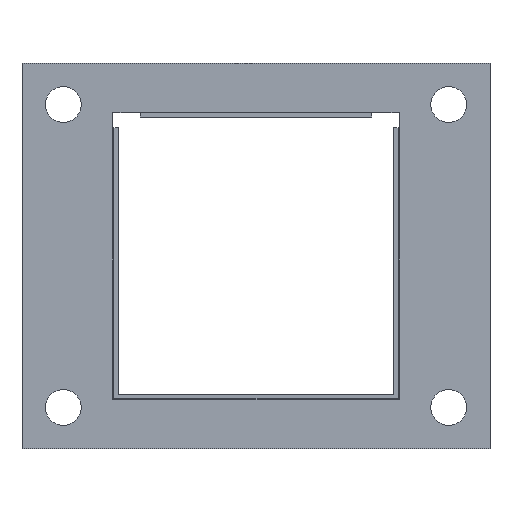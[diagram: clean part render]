
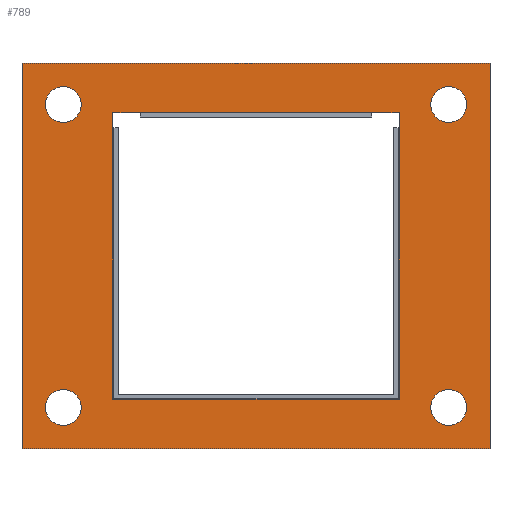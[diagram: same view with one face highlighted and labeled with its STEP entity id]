
A CAD part, top view. The second image highlights one B-rep face of the part: STEP entity #789.
In plain terms, the highlighted planar face has unit normal (0, 0, 1).
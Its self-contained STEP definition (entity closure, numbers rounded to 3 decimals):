
#1 = LINE ( 'NONE', #2092, #1001 ) ;
#7 = FACE_BOUND ( 'NONE', #611, .T. ) ;
#33 = CARTESIAN_POINT ( 'NONE',  ( -42.5, -35., 0.8 ) ) ;
#41 = DIRECTION ( 'NONE',  ( 1., 0., 0. ) ) ;
#106 = CARTESIAN_POINT ( 'NONE',  ( -21., 26.01, 0.8 ) ) ;
#107 = VERTEX_POINT ( 'NONE', #106 ) ;
#111 = CARTESIAN_POINT ( 'NONE',  ( 42.5, 35., 0.8 ) ) ;
#146 = LINE ( 'NONE', #2005, #1081 ) ;
#147 = LINE ( 'NONE', #1169, #1795 ) ;
#149 = ORIENTED_EDGE ( 'NONE', *, *, #2207, .F. ) ;
#178 = VECTOR ( 'NONE', #1402, 1000. ) ;
#179 = VERTEX_POINT ( 'NONE', #1042 ) ;
#202 = CARTESIAN_POINT ( 'NONE',  ( 35., 27.5, 0.8 ) ) ;
#220 = DIRECTION ( 'NONE',  ( 0., 1., 0. ) ) ;
#228 = DIRECTION ( 'NONE',  ( 0., 1., 0. ) ) ;
#241 = LINE ( 'NONE', #1173, #2382 ) ;
#339 = CARTESIAN_POINT ( 'NONE',  ( -35., -27.5, 0.8 ) ) ;
#345 = CARTESIAN_POINT ( 'NONE',  ( 35., -27.5, 0.8 ) ) ;
#346 = DIRECTION ( 'NONE',  ( 0., -1., 0. ) ) ;
#349 = EDGE_LOOP ( 'NONE', ( #2137, #1712, #1148, #652 ) ) ;
#355 = EDGE_LOOP ( 'NONE', ( #475 ) ) ;
#369 = ORIENTED_EDGE ( 'NONE', *, *, #2597, .F. ) ;
#383 = EDGE_CURVE ( 'NONE', #1761, #1836, #1517, .T. ) ;
#391 = ORIENTED_EDGE ( 'NONE', *, *, #554, .F. ) ;
#396 = DIRECTION ( 'NONE',  ( 0., -1., 0. ) ) ;
#397 = LINE ( 'NONE', #2533, #1036 ) ;
#398 = DIRECTION ( 'NONE',  ( -1., 0., 0. ) ) ;
#401 = EDGE_CURVE ( 'NONE', #1180, #1469, #2583, .T. ) ;
#415 = DIRECTION ( 'NONE',  ( -1., 0., 0. ) ) ;
#427 = CARTESIAN_POINT ( 'NONE',  ( 42.5, 35., 0.8 ) ) ;
#475 = ORIENTED_EDGE ( 'NONE', *, *, #1070, .F. ) ;
#478 = EDGE_CURVE ( 'NONE', #1176, #791, #241, .T. ) ;
#494 = VECTOR ( 'NONE', #788, 1000. ) ;
#500 = FACE_BOUND ( 'NONE', #355, .T. ) ;
#548 = DIRECTION ( 'NONE',  ( 0., -1., 0. ) ) ;
#554 = EDGE_CURVE ( 'NONE', #1322, #1322, #1685, .T. ) ;
#556 = DIRECTION ( 'NONE',  ( -1., 0., 0. ) ) ;
#595 = VERTEX_POINT ( 'NONE', #832 ) ;
#611 = EDGE_LOOP ( 'NONE', ( #2066 ) ) ;
#652 = ORIENTED_EDGE ( 'NONE', *, *, #2138, .T. ) ;
#673 = VERTEX_POINT ( 'NONE', #1479 ) ;
#681 = CARTESIAN_POINT ( 'NONE',  ( -42.5, -35., 0.8 ) ) ;
#684 = EDGE_CURVE ( 'NONE', #1634, #2394, #1924, .T. ) ;
#732 = CARTESIAN_POINT ( 'NONE',  ( -42.5, -35., 0.8 ) ) ;
#739 = ORIENTED_EDGE ( 'NONE', *, *, #1596, .F. ) ;
#740 = DIRECTION ( 'NONE',  ( 0., 0., 1. ) ) ;
#763 = EDGE_LOOP ( 'NONE', ( #391 ) ) ;
#788 = DIRECTION ( 'NONE',  ( -1., 0., 0. ) ) ;
#789 = ADVANCED_FACE ( 'NONE', ( #1649, #7, #1073, #500, #2215, #2715 ), #2036, .T. ) ;
#791 = VERTEX_POINT ( 'NONE', #1602 ) ;
#796 = DIRECTION ( 'NONE',  ( 1., 0., 0. ) ) ;
#817 = ORIENTED_EDGE ( 'NONE', *, *, #2018, .F. ) ;
#828 = CARTESIAN_POINT ( 'NONE',  ( 38.25, -27.5, 0.8 ) ) ;
#832 = CARTESIAN_POINT ( 'NONE',  ( -25.8, -26., 0.8 ) ) ;
#855 = CARTESIAN_POINT ( 'NONE',  ( 21., 26., 0.8 ) ) ;
#880 = DIRECTION ( 'NONE',  ( 1., 0., 0. ) ) ;
#932 = DIRECTION ( 'NONE',  ( 1., 0., 0. ) ) ;
#984 = CARTESIAN_POINT ( 'NONE',  ( 26., 26., 0.8 ) ) ;
#986 = LINE ( 'NONE', #2169, #2623 ) ;
#990 = ORIENTED_EDGE ( 'NONE', *, *, #1543, .F. ) ;
#1001 = VECTOR ( 'NONE', #796, 1000. ) ;
#1023 = EDGE_CURVE ( 'NONE', #1528, #1761, #397, .T. ) ;
#1036 = VECTOR ( 'NONE', #2112, 1000. ) ;
#1042 = CARTESIAN_POINT ( 'NONE',  ( 31.75, 27.5, 0.8 ) ) ;
#1044 = CARTESIAN_POINT ( 'NONE',  ( -21., 26.01, 0.8 ) ) ;
#1069 = LINE ( 'NONE', #2291, #494 ) ;
#1070 = EDGE_CURVE ( 'NONE', #179, #179, #1408, .T. ) ;
#1073 = FACE_OUTER_BOUND ( 'NONE', #349, .T. ) ;
#1074 = AXIS2_PLACEMENT_3D ( 'NONE', #1109, #2608, #1333 ) ;
#1075 = CARTESIAN_POINT ( 'NONE',  ( 21., 26., 0.8 ) ) ;
#1081 = VECTOR ( 'NONE', #932, 1000. ) ;
#1107 = ORIENTED_EDGE ( 'NONE', *, *, #1617, .F. ) ;
#1109 = CARTESIAN_POINT ( 'NONE',  ( -35., 27.5, 0.8 ) ) ;
#1136 = VECTOR ( 'NONE', #228, 1000. ) ;
#1148 = ORIENTED_EDGE ( 'NONE', *, *, #401, .T. ) ;
#1164 = DIRECTION ( 'NONE',  ( 1., 0., 0. ) ) ;
#1169 = CARTESIAN_POINT ( 'NONE',  ( 26., 26., 0.8 ) ) ;
#1173 = CARTESIAN_POINT ( 'NONE',  ( -26., 26., 0.8 ) ) ;
#1176 = VERTEX_POINT ( 'NONE', #2369 ) ;
#1180 = VERTEX_POINT ( 'NONE', #2578 ) ;
#1258 = CARTESIAN_POINT ( 'NONE',  ( -31.75, 27.5, 0.8 ) ) ;
#1301 = ORIENTED_EDGE ( 'NONE', *, *, #1023, .F. ) ;
#1320 = LINE ( 'NONE', #2481, #178 ) ;
#1322 = VERTEX_POINT ( 'NONE', #828 ) ;
#1333 = DIRECTION ( 'NONE',  ( 1., 0., 0. ) ) ;
#1353 = CIRCLE ( 'NONE', #1074, 3.25 ) ;
#1402 = DIRECTION ( 'NONE',  ( -1., 0., 0. ) ) ;
#1408 = CIRCLE ( 'NONE', #2383, 3.25 ) ;
#1447 = CARTESIAN_POINT ( 'NONE',  ( -42.5, 35., 0.8 ) ) ;
#1448 = VECTOR ( 'NONE', #220, 1000. ) ;
#1469 = VERTEX_POINT ( 'NONE', #111 ) ;
#1471 = ORIENTED_EDGE ( 'NONE', *, *, #1854, .F. ) ;
#1479 = CARTESIAN_POINT ( 'NONE',  ( -38.25, -27.5, 0.8 ) ) ;
#1485 = EDGE_LOOP ( 'NONE', ( #2772 ) ) ;
#1517 = LINE ( 'NONE', #1075, #1136 ) ;
#1528 = VERTEX_POINT ( 'NONE', #984 ) ;
#1543 = EDGE_CURVE ( 'NONE', #791, #2178, #1778, .T. ) ;
#1567 = VERTEX_POINT ( 'NONE', #1863 ) ;
#1596 = EDGE_CURVE ( 'NONE', #1836, #107, #1069, .T. ) ;
#1602 = CARTESIAN_POINT ( 'NONE',  ( -26., 26., 0.8 ) ) ;
#1617 = EDGE_CURVE ( 'NONE', #2178, #595, #1, .T. ) ;
#1634 = VERTEX_POINT ( 'NONE', #1447 ) ;
#1649 = FACE_BOUND ( 'NONE', #763, .T. ) ;
#1685 = CIRCLE ( 'NONE', #2631, 3.25 ) ;
#1707 = DIRECTION ( 'NONE',  ( 0., 0., 1. ) ) ;
#1712 = ORIENTED_EDGE ( 'NONE', *, *, #2415, .T. ) ;
#1726 = VECTOR ( 'NONE', #41, 1000. ) ;
#1759 = LINE ( 'NONE', #1044, #2756 ) ;
#1761 = VERTEX_POINT ( 'NONE', #855 ) ;
#1778 = LINE ( 'NONE', #2075, #2408 ) ;
#1795 = VECTOR ( 'NONE', #2046, 1000. ) ;
#1819 = VERTEX_POINT ( 'NONE', #1258 ) ;
#1836 = VERTEX_POINT ( 'NONE', #1952 ) ;
#1843 = DIRECTION ( 'NONE',  ( 0., 0., 1. ) ) ;
#1850 = DIRECTION ( 'NONE',  ( 0., 0., 1. ) ) ;
#1854 = EDGE_CURVE ( 'NONE', #595, #2025, #986, .T. ) ;
#1863 = CARTESIAN_POINT ( 'NONE',  ( 26., -26., 0.8 ) ) ;
#1899 = CARTESIAN_POINT ( 'NONE',  ( -26., -26., 0.8 ) ) ;
#1905 = EDGE_CURVE ( 'NONE', #1819, #1819, #1353, .T. ) ;
#1924 = LINE ( 'NONE', #2553, #2482 ) ;
#1952 = CARTESIAN_POINT ( 'NONE',  ( 21., 26.01, 0.8 ) ) ;
#2005 = CARTESIAN_POINT ( 'NONE',  ( -26., -26., 0.8 ) ) ;
#2013 = CARTESIAN_POINT ( 'NONE',  ( 25.8, -26., 0.8 ) ) ;
#2018 = EDGE_CURVE ( 'NONE', #2025, #1567, #146, .T. ) ;
#2025 = VERTEX_POINT ( 'NONE', #2013 ) ;
#2036 = PLANE ( 'NONE',  #2722 ) ;
#2046 = DIRECTION ( 'NONE',  ( 0., 1., 0. ) ) ;
#2066 = ORIENTED_EDGE ( 'NONE', *, *, #1905, .F. ) ;
#2075 = CARTESIAN_POINT ( 'NONE',  ( -26., 26., 0.8 ) ) ;
#2092 = CARTESIAN_POINT ( 'NONE',  ( -26., -26., 0.8 ) ) ;
#2112 = DIRECTION ( 'NONE',  ( -1., 0., 0. ) ) ;
#2126 = EDGE_LOOP ( 'NONE', ( #739, #2364, #1301, #369, #817, #1471, #1107, #990, #2208, #149 ) ) ;
#2137 = ORIENTED_EDGE ( 'NONE', *, *, #684, .T. ) ;
#2138 = EDGE_CURVE ( 'NONE', #1469, #1634, #1320, .T. ) ;
#2169 = CARTESIAN_POINT ( 'NONE',  ( -26., -26., 0.8 ) ) ;
#2178 = VERTEX_POINT ( 'NONE', #1899 ) ;
#2207 = EDGE_CURVE ( 'NONE', #107, #1176, #1759, .T. ) ;
#2208 = ORIENTED_EDGE ( 'NONE', *, *, #478, .F. ) ;
#2215 = FACE_BOUND ( 'NONE', #1485, .T. ) ;
#2247 = DIRECTION ( 'NONE',  ( 1., 0., 0. ) ) ;
#2291 = CARTESIAN_POINT ( 'NONE',  ( 21., 26.01, 0.8 ) ) ;
#2298 = CIRCLE ( 'NONE', #2687, 3.25 ) ;
#2358 = LINE ( 'NONE', #681, #1726 ) ;
#2364 = ORIENTED_EDGE ( 'NONE', *, *, #383, .F. ) ;
#2369 = CARTESIAN_POINT ( 'NONE',  ( -21., 26., 0.8 ) ) ;
#2382 = VECTOR ( 'NONE', #398, 1000. ) ;
#2383 = AXIS2_PLACEMENT_3D ( 'NONE', #202, #1707, #415 ) ;
#2394 = VERTEX_POINT ( 'NONE', #33 ) ;
#2408 = VECTOR ( 'NONE', #346, 1000. ) ;
#2415 = EDGE_CURVE ( 'NONE', #2394, #1180, #2358, .T. ) ;
#2481 = CARTESIAN_POINT ( 'NONE',  ( -42.5, 35., 0.8 ) ) ;
#2482 = VECTOR ( 'NONE', #548, 1000. ) ;
#2533 = CARTESIAN_POINT ( 'NONE',  ( -26., 26., 0.8 ) ) ;
#2553 = CARTESIAN_POINT ( 'NONE',  ( -42.5, 35., 0.8 ) ) ;
#2578 = CARTESIAN_POINT ( 'NONE',  ( 42.5, -35., 0.8 ) ) ;
#2583 = LINE ( 'NONE', #427, #1448 ) ;
#2597 = EDGE_CURVE ( 'NONE', #1567, #1528, #147, .T. ) ;
#2608 = DIRECTION ( 'NONE',  ( 0., 0., 1. ) ) ;
#2623 = VECTOR ( 'NONE', #880, 1000. ) ;
#2631 = AXIS2_PLACEMENT_3D ( 'NONE', #345, #1850, #1164 ) ;
#2644 = EDGE_CURVE ( 'NONE', #673, #673, #2298, .T. ) ;
#2687 = AXIS2_PLACEMENT_3D ( 'NONE', #339, #1843, #556 ) ;
#2715 = FACE_BOUND ( 'NONE', #2126, .T. ) ;
#2722 = AXIS2_PLACEMENT_3D ( 'NONE', #732, #740, #2247 ) ;
#2756 = VECTOR ( 'NONE', #396, 1000. ) ;
#2772 = ORIENTED_EDGE ( 'NONE', *, *, #2644, .F. ) ;
